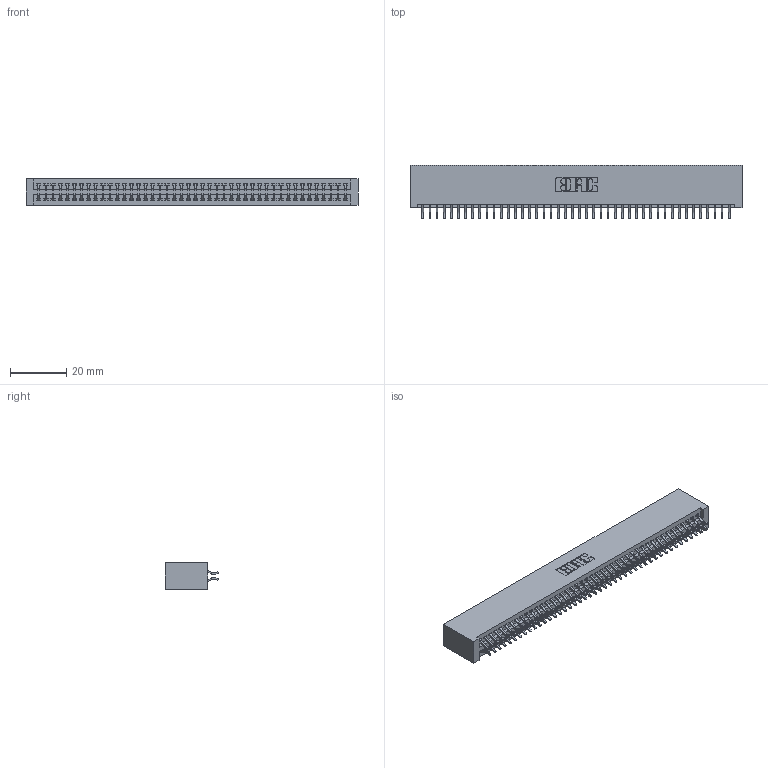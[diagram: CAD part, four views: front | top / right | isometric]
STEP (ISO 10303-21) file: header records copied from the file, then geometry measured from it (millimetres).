
FILE_DESCRIPTION (( 'STEP AP203' ), '1' );
FILE_NAME ('395-088-556-201.STEP', '2018-11-29T01:07:23', ( '' ), ( '' ), 'SwSTEP 2.0', 'SolidWorks 2016', '' );
FILE_SCHEMA (( 'CONFIG_CONTROL_DESIGN' ));
Length unit declared in the file: inch
Products named in the file (3): 345-292-001_556 Tail; 345 Part_No Mounting Lugs; 395-088-556-201
Assembly tree (89 placements, depth 2):
  395-088-556-201
    345 Part_No Mounting Lugs
    345-292-001_556 Tail  x88
Bounding box: 118.36 x 19.24 x 9.4 mm (x, y, z)
Volume: 12129 mm3; surface area: 18193.7 mm2
Topology: 89 solids, 89 shells, 5046 faces, 15013 edges, 9890 vertices
Faces by surface type: plane 3332, cylinder 1714
Entity records: 34197 total; most frequent: CARTESIAN_POINT 5744, ORIENTED_EDGE 5666, DIRECTION 5045, EDGE_CURVE 2833, LINE 2525, VECTOR 2525, VERTEX_POINT 1886, AXIS2_PLACEMENT_3D 1260
